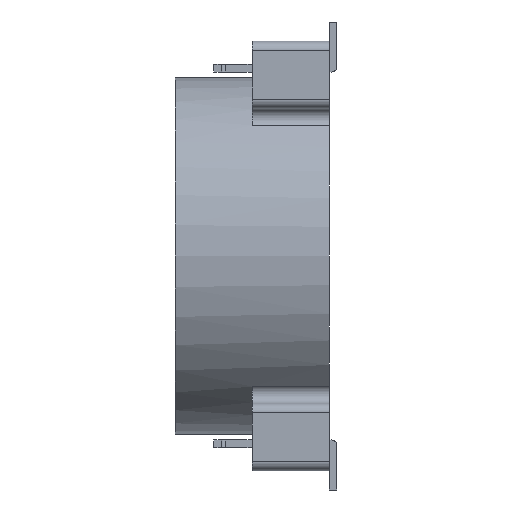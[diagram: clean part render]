
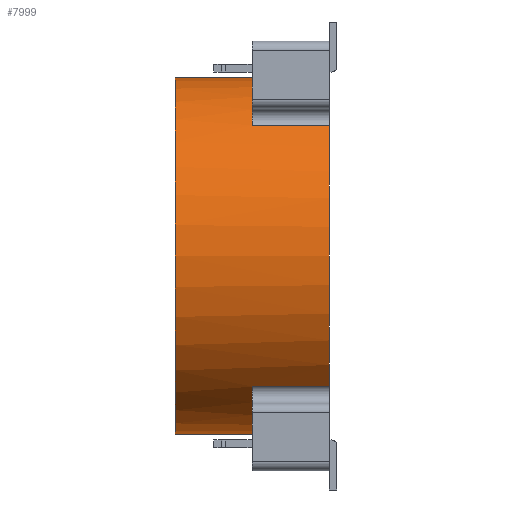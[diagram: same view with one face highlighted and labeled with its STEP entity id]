
A CAD part, left-side view. The second image highlights one B-rep face of the part: STEP entity #7999.
In plain terms, the highlighted cylindrical face has radius 9.25 mm (diameter 18.5 mm), a partial arc.
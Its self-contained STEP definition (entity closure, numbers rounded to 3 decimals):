
#1050 = AXIS2_PLACEMENT_3D ( 'NONE', #7587, #7589, #7595 ) ;
#1087 = CIRCLE ( 'NONE', #1089, 9.25 ) ;
#1089 = AXIS2_PLACEMENT_3D ( 'NONE', #7882, #7883, #7884 ) ;
#1122 = VECTOR ( 'NONE', #1363, 1000. ) ;
#1140 = VECTOR ( 'NONE', #1439, 1000. ) ;
#1194 = VECTOR ( 'NONE', #1719, 1000. ) ;
#1221 = VECTOR ( 'NONE', #1835, 1000. ) ;
#1229 = CIRCLE ( 'NONE', #1231, 9.25 ) ;
#1231 = AXIS2_PLACEMENT_3D ( 'NONE', #1857, #1858, #1859 ) ;
#1254 = VECTOR ( 'NONE', #1922, 1000. ) ;
#1262 = VECTOR ( 'NONE', #1946, 1000. ) ;
#1361 = LINE ( 'NONE', #1362, #1122 ) ;
#1362 = CARTESIAN_POINT ( 'NONE',  ( 0., 4., -9.25 ) ) ;
#1363 = DIRECTION ( 'NONE',  ( 0., -1., 0. ) ) ;
#1437 = LINE ( 'NONE', #1438, #1140 ) ;
#1438 = CARTESIAN_POINT ( 'NONE',  ( -0.427, 4., 9.24 ) ) ;
#1439 = DIRECTION ( 'NONE',  ( 0., -1., 0. ) ) ;
#1717 = LINE ( 'NONE', #1718, #1194 ) ;
#1718 = CARTESIAN_POINT ( 'NONE',  ( 0., 4., 9.25 ) ) ;
#1719 = DIRECTION ( 'NONE',  ( 0., -1., 0. ) ) ;
#1833 = LINE ( 'NONE', #1834, #1221 ) ;
#1834 = CARTESIAN_POINT ( 'NONE',  ( -6.289, 4., -6.783 ) ) ;
#1835 = DIRECTION ( 'NONE',  ( 0., -1., 0. ) ) ;
#1857 = CARTESIAN_POINT ( 'NONE',  ( 0., 0., 0. ) ) ;
#1858 = DIRECTION ( 'NONE',  ( 0., 1., 0. ) ) ;
#1859 = DIRECTION ( 'NONE',  ( 0., 0., 1. ) ) ;
#1920 = LINE ( 'NONE', #1921, #1254 ) ;
#1921 = CARTESIAN_POINT ( 'NONE',  ( -0.427, 4., -9.24 ) ) ;
#1922 = DIRECTION ( 'NONE',  ( 0., -1., 0. ) ) ;
#1944 = LINE ( 'NONE', #1945, #1262 ) ;
#1945 = CARTESIAN_POINT ( 'NONE',  ( -6.289, 4., 6.783 ) ) ;
#1946 = DIRECTION ( 'NONE',  ( 0., -1., 0. ) ) ;
#5351 = CARTESIAN_POINT ( 'NONE',  ( -6.289, 0., -6.783 ) ) ;
#5371 = CARTESIAN_POINT ( 'NONE',  ( -0.427, 4., 9.24 ) ) ;
#5375 = CARTESIAN_POINT ( 'NONE',  ( -6.289, 0., 6.783 ) ) ;
#5392 = CARTESIAN_POINT ( 'NONE',  ( 0., 0., -9.25 ) ) ;
#5449 = CARTESIAN_POINT ( 'NONE',  ( -0.427, 0., 9.24 ) ) ;
#5481 = CARTESIAN_POINT ( 'NONE',  ( 0., 8., -9.25 ) ) ;
#5486 = CARTESIAN_POINT ( 'NONE',  ( 0., 0., 9.25 ) ) ;
#5496 = CARTESIAN_POINT ( 'NONE',  ( -0.427, 4., -9.24 ) ) ;
#5540 = CARTESIAN_POINT ( 'NONE',  ( -6.289, 4., 6.783 ) ) ;
#5571 = CARTESIAN_POINT ( 'NONE',  ( -6.289, 4., -6.783 ) ) ;
#5611 = CARTESIAN_POINT ( 'NONE',  ( 0., 8., 9.25 ) ) ;
#5619 = CARTESIAN_POINT ( 'NONE',  ( -0.427, 0., -9.24 ) ) ;
#5792 = EDGE_CURVE ( 'NONE', #10544, #10619, #6799, .T. ) ;
#6210 = EDGE_CURVE ( 'NONE', #10440, #10667, #8114, .T. ) ;
#6219 = EDGE_CURVE ( 'NONE', #10588, #10419, #8121, .T. ) ;
#6228 = EDGE_CURVE ( 'NONE', #10497, #10534, #8111, .T. ) ;
#6337 = EDGE_LOOP ( 'NONE', ( #8743, #8744, #8745, #8746, #8747, #8748, #8749, #8750, #8751, #8752, #8753, #8754 ) ) ;
#6795 = AXIS2_PLACEMENT_3D ( 'NONE', #11095, #11096, #11097 ) ;
#6799 = CIRCLE ( 'NONE', #6795, 9.25 ) ;
#7258 = CARTESIAN_POINT ( 'NONE',  ( 0., 0., 0. ) ) ;
#7259 = DIRECTION ( 'NONE',  ( 0., 1., 0. ) ) ;
#7260 = DIRECTION ( 'NONE',  ( 0., 0., 1. ) ) ;
#7284 = CARTESIAN_POINT ( 'NONE',  ( 0., 4., 0. ) ) ;
#7285 = DIRECTION ( 'NONE',  ( 0., 1., 0. ) ) ;
#7286 = DIRECTION ( 'NONE',  ( 0., 0., 1. ) ) ;
#7312 = CARTESIAN_POINT ( 'NONE',  ( 0., 0., 0. ) ) ;
#7313 = DIRECTION ( 'NONE',  ( 0., 1., 0. ) ) ;
#7314 = DIRECTION ( 'NONE',  ( 0., 0., 1. ) ) ;
#7587 = CARTESIAN_POINT ( 'NONE',  ( 0., 4., 0. ) ) ;
#7589 = DIRECTION ( 'NONE',  ( 0., -1., 0. ) ) ;
#7592 = CYLINDRICAL_SURFACE ( 'NONE', #1050, 9.25 ) ;
#7593 = FACE_OUTER_BOUND ( 'NONE', #6337, .T. ) ;
#7595 = DIRECTION ( 'NONE',  ( 0., 0., -1. ) ) ;
#7882 = CARTESIAN_POINT ( 'NONE',  ( 0., 8., 0. ) ) ;
#7883 = DIRECTION ( 'NONE',  ( 0., 1., 0. ) ) ;
#7884 = DIRECTION ( 'NONE',  ( 0., 0., 1. ) ) ;
#7999 = ADVANCED_FACE ( 'NONE', ( #7593 ), #7592, .T. ) ;
#8047 = EDGE_CURVE ( 'NONE', #10529, #10659, #1087, .T. ) ;
#8080 = EDGE_CURVE ( 'NONE', #10529, #10440, #1361, .T. ) ;
#8109 = AXIS2_PLACEMENT_3D ( 'NONE', #7284, #7285, #7286 ) ;
#8111 = CIRCLE ( 'NONE', #8123, 9.25 ) ;
#8114 = CIRCLE ( 'NONE', #8156, 9.25 ) ;
#8121 = CIRCLE ( 'NONE', #8109, 9.25 ) ;
#8123 = AXIS2_PLACEMENT_3D ( 'NONE', #7312, #7313, #7314 ) ;
#8156 = AXIS2_PLACEMENT_3D ( 'NONE', #7258, #7259, #7260 ) ;
#8431 = EDGE_CURVE ( 'NONE', #10419, #10497, #1437, .T. ) ;
#8491 = EDGE_CURVE ( 'NONE', #10659, #10534, #1717, .T. ) ;
#8517 = EDGE_CURVE ( 'NONE', #10619, #10399, #1833, .T. ) ;
#8525 = EDGE_CURVE ( 'NONE', #10399, #10423, #1229, .T. ) ;
#8546 = EDGE_CURVE ( 'NONE', #10544, #10667, #1920, .T. ) ;
#8554 = EDGE_CURVE ( 'NONE', #10588, #10423, #1944, .T. ) ;
#8743 = ORIENTED_EDGE ( 'NONE', *, *, #8491, .F. ) ;
#8744 = ORIENTED_EDGE ( 'NONE', *, *, #8047, .F. ) ;
#8745 = ORIENTED_EDGE ( 'NONE', *, *, #8080, .T. ) ;
#8746 = ORIENTED_EDGE ( 'NONE', *, *, #6210, .T. ) ;
#8747 = ORIENTED_EDGE ( 'NONE', *, *, #8546, .F. ) ;
#8748 = ORIENTED_EDGE ( 'NONE', *, *, #5792, .T. ) ;
#8749 = ORIENTED_EDGE ( 'NONE', *, *, #8517, .T. ) ;
#8750 = ORIENTED_EDGE ( 'NONE', *, *, #8525, .T. ) ;
#8751 = ORIENTED_EDGE ( 'NONE', *, *, #8554, .F. ) ;
#8752 = ORIENTED_EDGE ( 'NONE', *, *, #6219, .T. ) ;
#8753 = ORIENTED_EDGE ( 'NONE', *, *, #8431, .T. ) ;
#8754 = ORIENTED_EDGE ( 'NONE', *, *, #6228, .T. ) ;
#10399 = VERTEX_POINT ( 'NONE', #5351 ) ;
#10419 = VERTEX_POINT ( 'NONE', #5371 ) ;
#10423 = VERTEX_POINT ( 'NONE', #5375 ) ;
#10440 = VERTEX_POINT ( 'NONE', #5392 ) ;
#10497 = VERTEX_POINT ( 'NONE', #5449 ) ;
#10529 = VERTEX_POINT ( 'NONE', #5481 ) ;
#10534 = VERTEX_POINT ( 'NONE', #5486 ) ;
#10544 = VERTEX_POINT ( 'NONE', #5496 ) ;
#10588 = VERTEX_POINT ( 'NONE', #5540 ) ;
#10619 = VERTEX_POINT ( 'NONE', #5571 ) ;
#10659 = VERTEX_POINT ( 'NONE', #5611 ) ;
#10667 = VERTEX_POINT ( 'NONE', #5619 ) ;
#11095 = CARTESIAN_POINT ( 'NONE',  ( 0., 4., 0. ) ) ;
#11096 = DIRECTION ( 'NONE',  ( 0., 1., 0. ) ) ;
#11097 = DIRECTION ( 'NONE',  ( 0., 0., 1. ) ) ;
